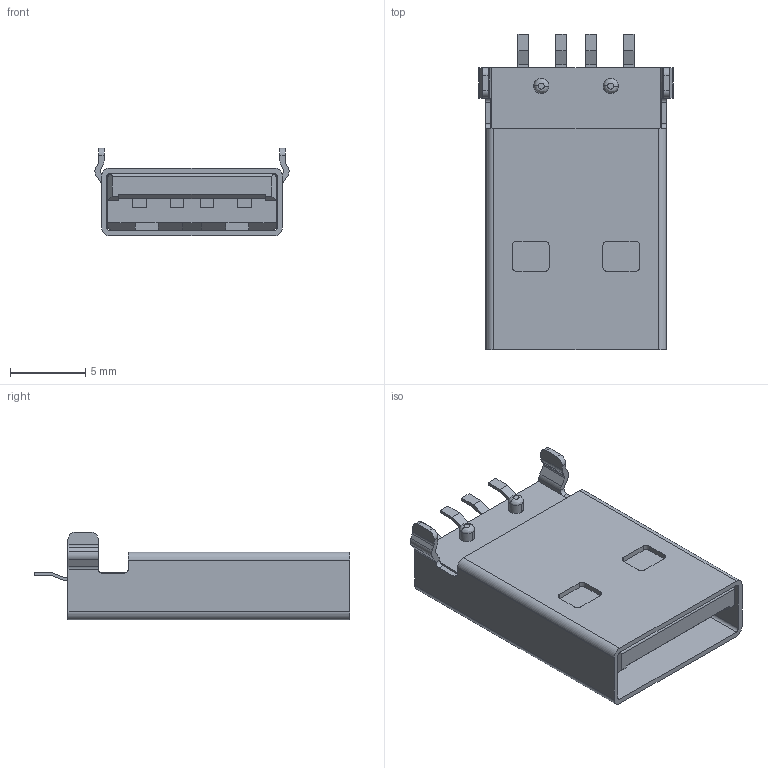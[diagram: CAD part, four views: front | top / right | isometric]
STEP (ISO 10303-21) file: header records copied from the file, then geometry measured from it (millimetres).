
FILE_DESCRIPTION (( 'STEP AP203' ), '1' );
FILE_NAME ('User Library-1001-011-01101-1.STEP', '2021-03-13T01:28:33', ( '' ), ( '' ), 'SwSTEP 2.0', 'SolidWorks 2020', '' );
FILE_SCHEMA (( 'CONFIG_CONTROL_DESIGN' ));
Length unit declared in the file: millimetre
Products named in the file (7): PRT0004_1-1; PRT0001-1; User Library-1001-011-01101-1; PRT0004_3-1; PRT0004_2-1; PRT0004-1; PRT0002-1
Assembly tree (6 placements, depth 2):
  User Library-1001-011-01101-1
    PRT0001-1
    PRT0002-1
    PRT0004-1
    PRT0004_1-1
    PRT0004_2-1
    PRT0004_3-1
Bounding box: 12.89 x 20.95 x 5.82 mm (x, y, z)
Volume: 670.6 mm3; surface area: 1854.4 mm2
Topology: 6 solids, 6 shells, 234 faces, 658 edges, 438 vertices
Faces by surface type: plane 175, cylinder 55, bspline 4
Entity records: 8391 total; most frequent: CARTESIAN_POINT 1563, ORIENTED_EDGE 1316, DIRECTION 1214, EDGE_CURVE 658, VECTOR 524, LINE 524, VERTEX_POINT 438, AXIS2_PLACEMENT_3D 345
